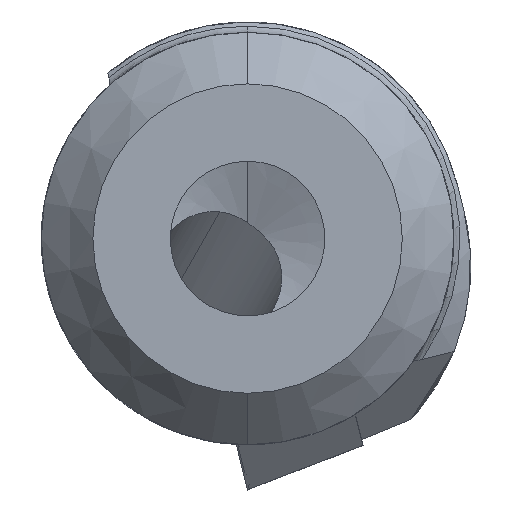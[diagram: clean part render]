
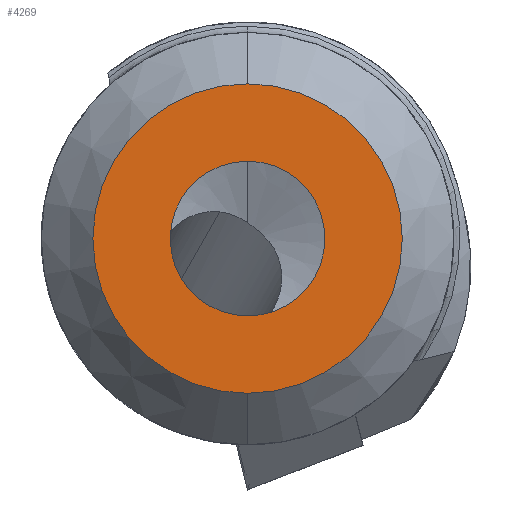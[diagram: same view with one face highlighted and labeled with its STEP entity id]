
A CAD part, left-side view. The second image highlights one B-rep face of the part: STEP entity #4269.
In plain terms, the highlighted planar face has unit normal (-1, 0, 0).
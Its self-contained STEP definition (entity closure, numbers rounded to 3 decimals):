
#157 = AXIS2_PLACEMENT_3D ( 'NONE', #5005, #3393, #1331 ) ;
#233 = DIRECTION ( 'NONE',  ( 0., 0., 1. ) ) ;
#265 = ORIENTED_EDGE ( 'NONE', *, *, #5253, .F. ) ;
#286 = CARTESIAN_POINT ( 'NONE',  ( -103., 0., 0. ) ) ;
#830 = AXIS2_PLACEMENT_3D ( 'NONE', #1342, #1699, #2590 ) ;
#1278 = EDGE_CURVE ( 'NONE', #2692, #3067, #3138, .T. ) ;
#1280 = AXIS2_PLACEMENT_3D ( 'NONE', #286, #3902, #233 ) ;
#1316 = EDGE_LOOP ( 'NONE', ( #265, #2939 ) ) ;
#1331 = DIRECTION ( 'NONE',  ( 0., 0., -1. ) ) ;
#1342 = CARTESIAN_POINT ( 'NONE',  ( -103., 0., 0. ) ) ;
#1350 = AXIS2_PLACEMENT_3D ( 'NONE', #3450, #5086, #2668 ) ;
#1434 = EDGE_CURVE ( 'NONE', #1482, #3420, #2387, .T. ) ;
#1482 = VERTEX_POINT ( 'NONE', #3210 ) ;
#1659 = CARTESIAN_POINT ( 'NONE',  ( -103., 0., 0. ) ) ;
#1699 = DIRECTION ( 'NONE',  ( -1., 0., 0. ) ) ;
#1744 = CARTESIAN_POINT ( 'NONE',  ( -103., 0., 1.5 ) ) ;
#1850 = CARTESIAN_POINT ( 'NONE',  ( -103., 0., -1.5 ) ) ;
#2387 = CIRCLE ( 'NONE', #1350, 3. ) ;
#2590 = DIRECTION ( 'NONE',  ( 0., 0., 1. ) ) ;
#2668 = DIRECTION ( 'NONE',  ( 0., 0., 1. ) ) ;
#2692 = VERTEX_POINT ( 'NONE', #1850 ) ;
#2888 = CIRCLE ( 'NONE', #3563, 3. ) ;
#2939 = ORIENTED_EDGE ( 'NONE', *, *, #1278, .F. ) ;
#3067 = VERTEX_POINT ( 'NONE', #1744 ) ;
#3138 = CIRCLE ( 'NONE', #830, 1.5 ) ;
#3210 = CARTESIAN_POINT ( 'NONE',  ( -103., 0., 3. ) ) ;
#3343 = FACE_BOUND ( 'NONE', #1316, .T. ) ;
#3393 = DIRECTION ( 'NONE',  ( 1., 0., 0. ) ) ;
#3420 = VERTEX_POINT ( 'NONE', #5285 ) ;
#3450 = CARTESIAN_POINT ( 'NONE',  ( -103., 0., 0. ) ) ;
#3563 = AXIS2_PLACEMENT_3D ( 'NONE', #1659, #4917, #3707 ) ;
#3586 = EDGE_CURVE ( 'NONE', #3420, #1482, #2888, .T. ) ;
#3606 = EDGE_LOOP ( 'NONE', ( #5127, #4537 ) ) ;
#3707 = DIRECTION ( 'NONE',  ( 0., 0., 1. ) ) ;
#3902 = DIRECTION ( 'NONE',  ( -1., 0., 0. ) ) ;
#4178 = CIRCLE ( 'NONE', #1280, 1.5 ) ;
#4269 = ADVANCED_FACE ( 'NONE', ( #3343, #4572 ), #4632, .F. ) ;
#4537 = ORIENTED_EDGE ( 'NONE', *, *, #1434, .T. ) ;
#4572 = FACE_OUTER_BOUND ( 'NONE', #3606, .T. ) ;
#4632 = PLANE ( 'NONE',  #157 ) ;
#4917 = DIRECTION ( 'NONE',  ( -1., 0., 0. ) ) ;
#5005 = CARTESIAN_POINT ( 'NONE',  ( -103., 1.5, 0. ) ) ;
#5086 = DIRECTION ( 'NONE',  ( -1., 0., 0. ) ) ;
#5127 = ORIENTED_EDGE ( 'NONE', *, *, #3586, .T. ) ;
#5253 = EDGE_CURVE ( 'NONE', #3067, #2692, #4178, .T. ) ;
#5285 = CARTESIAN_POINT ( 'NONE',  ( -103., 0., -3. ) ) ;
